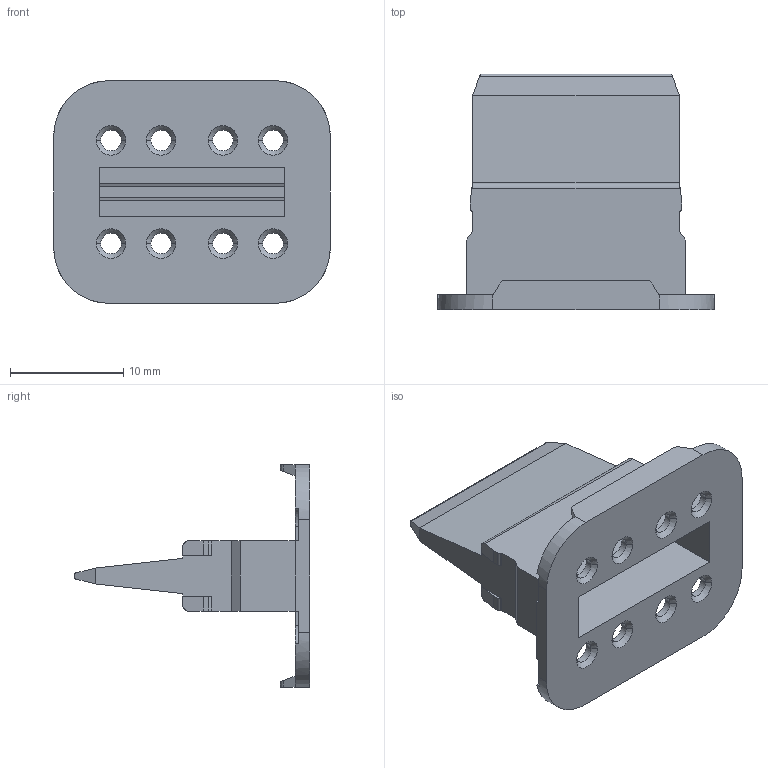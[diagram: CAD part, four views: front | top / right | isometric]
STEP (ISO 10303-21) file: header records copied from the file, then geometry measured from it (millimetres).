
FILE_DESCRIPTION((''),'2;1');
FILE_NAME('AW8S','2014-11-03T',('Orion.Li'),(''),'PRO/ENGINEER BY PARAMETRIC TECHNOLOGY CORPORATION, 2013230','PRO/ENGINEER BY PARAMETRIC TECHNOLOGY CORPORATION, 2013230','');
FILE_SCHEMA(('CONFIG_CONTROL_DESIGN'));
Length unit declared in the file: millimetre
Products named in the file (1): AW8S
Bounding box: 24.4 x 20.8 x 19.65 mm (x, y, z)
Volume: 1278.7 mm3; surface area: 2428.5 mm2
Topology: 1 solids, 1 shells, 121 faces, 330 edges, 212 vertices
Faces by surface type: plane 70, cylinder 35, cone 16
Entity records: 3906 total; most frequent: CARTESIAN_POINT 727, ORIENTED_EDGE 660, DIRECTION 642, EDGE_CURVE 330, VECTOR 240, LINE 240, VERTEX_POINT 212, AXIS2_PLACEMENT_3D 201
